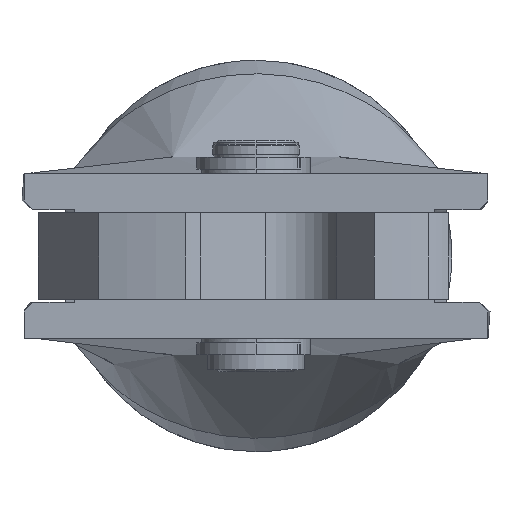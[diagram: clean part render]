
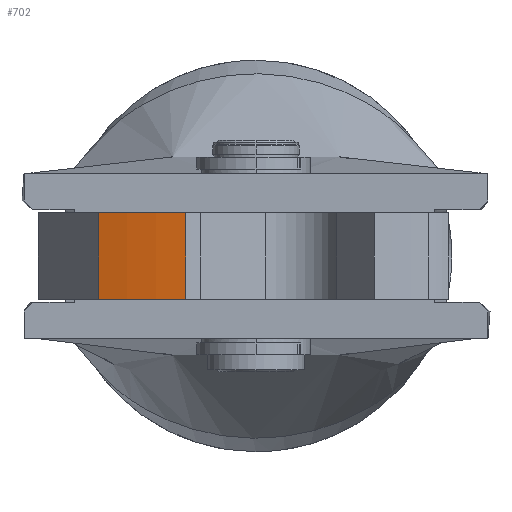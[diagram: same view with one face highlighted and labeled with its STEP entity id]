
A CAD part, left-side view. The second image highlights one B-rep face of the part: STEP entity #702.
In plain terms, the highlighted cylindrical face has radius 17.2 mm (diameter 34.4 mm), a partial arc.
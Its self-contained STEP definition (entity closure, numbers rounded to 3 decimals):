
#320 = ORIENTED_EDGE ( 'NONE', *, *, #3081, .T. ) ;
#444 = DIRECTION ( 'NONE',  ( 0., 0., -1. ) ) ;
#523 = CARTESIAN_POINT ( 'NONE',  ( -8.75, 0., 1.5 ) ) ;
#702 = ADVANCED_FACE ( 'NONE', ( #4164 ), #1584, .T. ) ;
#730 = DIRECTION ( 'NONE',  ( 0., 0., 1. ) ) ;
#963 = DIRECTION ( 'NONE',  ( -1., 0., 0. ) ) ;
#1584 = CYLINDRICAL_SURFACE ( 'NONE', #6907, 17.2 ) ;
#1601 = ORIENTED_EDGE ( 'NONE', *, *, #4204, .F. ) ;
#1722 = CARTESIAN_POINT ( 'NONE',  ( -8.75, 0., -1.5 ) ) ;
#1775 = EDGE_LOOP ( 'NONE', ( #1601, #3851, #320, #6029 ) ) ;
#1939 = CIRCLE ( 'NONE', #2826, 17.2 ) ;
#1961 = VERTEX_POINT ( 'NONE', #3429 ) ;
#2242 = CARTESIAN_POINT ( 'NONE',  ( -25.78, 2.414, -1.5 ) ) ;
#2826 = AXIS2_PLACEMENT_3D ( 'NONE', #1722, #3845, #2998 ) ;
#2834 = DIRECTION ( 'NONE',  ( 0., 0., -1. ) ) ;
#2950 = DIRECTION ( 'NONE',  ( 1., 0., 0. ) ) ;
#2998 = DIRECTION ( 'NONE',  ( 1., 0., 0. ) ) ;
#3081 = EDGE_CURVE ( 'NONE', #1961, #5263, #4888, .T. ) ;
#3362 = VERTEX_POINT ( 'NONE', #6747 ) ;
#3429 = CARTESIAN_POINT ( 'NONE',  ( -25.072, 5.425, 1.5 ) ) ;
#3679 = DIRECTION ( 'NONE',  ( 0., 0., -1. ) ) ;
#3800 = CIRCLE ( 'NONE', #5246, 17.2 ) ;
#3845 = DIRECTION ( 'NONE',  ( 0., 0., 1. ) ) ;
#3851 = ORIENTED_EDGE ( 'NONE', *, *, #6136, .F. ) ;
#4136 = EDGE_CURVE ( 'NONE', #5263, #5540, #1939, .T. ) ;
#4164 = FACE_OUTER_BOUND ( 'NONE', #1775, .T. ) ;
#4204 = EDGE_CURVE ( 'NONE', #3362, #5540, #6734, .T. ) ;
#4420 = VECTOR ( 'NONE', #2834, 1000. ) ;
#4888 = LINE ( 'NONE', #6035, #4420 ) ;
#4963 = CARTESIAN_POINT ( 'NONE',  ( -25.072, 5.425, -1.5 ) ) ;
#5246 = AXIS2_PLACEMENT_3D ( 'NONE', #6045, #730, #2950 ) ;
#5263 = VERTEX_POINT ( 'NONE', #4963 ) ;
#5494 = VECTOR ( 'NONE', #444, 1000. ) ;
#5540 = VERTEX_POINT ( 'NONE', #2242 ) ;
#6029 = ORIENTED_EDGE ( 'NONE', *, *, #4136, .T. ) ;
#6035 = CARTESIAN_POINT ( 'NONE',  ( -25.072, 5.425, 1.5 ) ) ;
#6045 = CARTESIAN_POINT ( 'NONE',  ( -8.75, 0., 1.5 ) ) ;
#6136 = EDGE_CURVE ( 'NONE', #1961, #3362, #3800, .T. ) ;
#6148 = CARTESIAN_POINT ( 'NONE',  ( -25.78, 2.414, 1.5 ) ) ;
#6734 = LINE ( 'NONE', #6148, #5494 ) ;
#6747 = CARTESIAN_POINT ( 'NONE',  ( -25.78, 2.414, 1.5 ) ) ;
#6907 = AXIS2_PLACEMENT_3D ( 'NONE', #523, #3679, #963 ) ;
